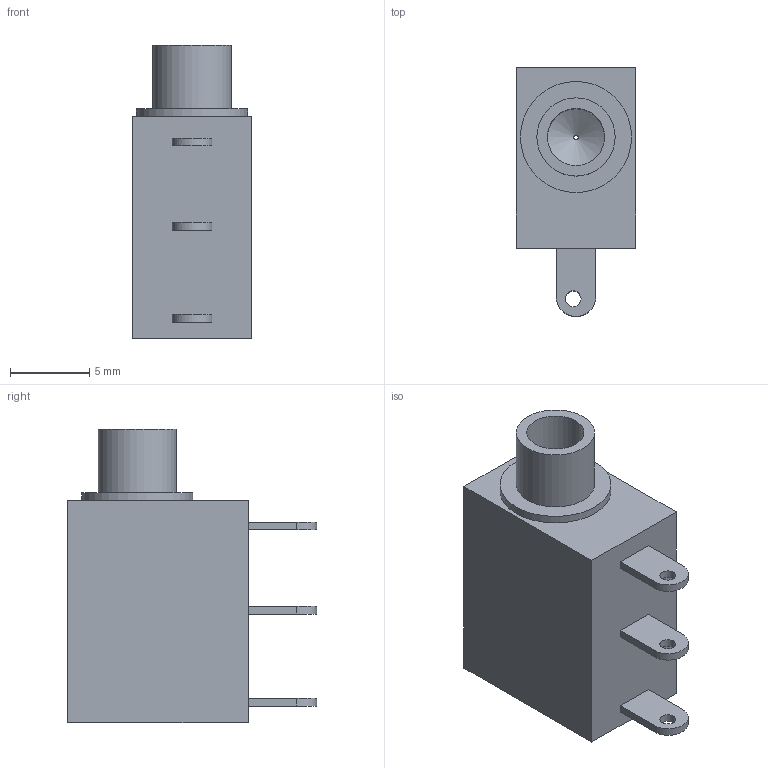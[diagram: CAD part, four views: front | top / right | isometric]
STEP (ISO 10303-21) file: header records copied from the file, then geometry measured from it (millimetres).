
FILE_DESCRIPTION(/* description */ (''),/* implementation_level */ '2;1');
FILE_NAME(/* name */ '3-5mm-step.step',/* time_stamp */ '2020-05-25T22:45:43-04:00',/* author */ (''),/* organization */ (''),/* preprocessor_version */ 'ST-DEVELOPER v18.1',/* originating_system */ 'Autodesk Translation Framework v9.3.0.1241',/* authorisation */ '');
FILE_SCHEMA (('AUTOMOTIVE_DESIGN { 1 0 10303 214 3 1 1 }'));
Length unit declared in the file: millimetre
Products named in the file (1): FusionComponent
Bounding box: 7.5 x 15.7 x 18.5 mm (x, y, z)
Volume: 1124.7 mm3; surface area: 1044.4 mm2
Topology: 1 solids, 1 shells, 30 faces, 68 edges, 45 vertices
Faces by surface type: plane 20, cylinder 9, cone 1
Full cylindrical faces by diameter (mm): 1 x3, 3.6 x1, 4.927 x1, 7 x1
Entity records: 919 total; most frequent: DIRECTION 149, CARTESIAN_POINT 144, ORIENTED_EDGE 136, EDGE_CURVE 68, AXIS2_PLACEMENT_3D 50, LINE 49, VECTOR 49, VERTEX_POINT 45
